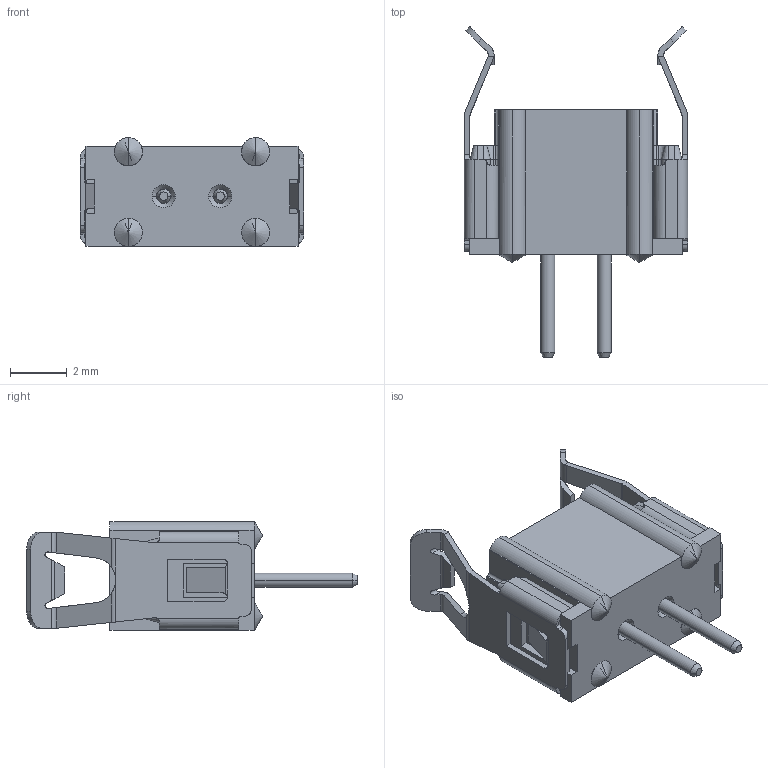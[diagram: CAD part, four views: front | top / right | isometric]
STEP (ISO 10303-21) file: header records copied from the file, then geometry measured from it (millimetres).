
FILE_DESCRIPTION((''),'2;1');
FILE_NAME('M80-8770222_ASM','2011-08-23T',('wbourne'),(''),'PRO/ENGINEER BY PARAMETRIC TECHNOLOGY CORPORATION, 2010280','PRO/ENGINEER BY PARAMETRIC TECHNOLOGY CORPORATION, 2010280','');
FILE_SCHEMA(('CONFIG_CONTROL_DESIGN','SHAPE_APPEARANCE_LAYERS_GROUPS'));
Length unit declared in the file: millimetre
Products named in the file (5): M80-1000298; M80-0200049; M80-8790222_ASM; M80-001XXXX; M80-8770222_ASM
Assembly tree (6 placements, depth 3):
  M80-8770222_ASM
    M80-8790222_ASM
      M80-1000298
      M80-0200049  x2
    M80-001XXXX  x2
Bounding box: 7.9 x 11.7 x 3.85 mm (x, y, z)
Volume: 99.8 mm3; surface area: 384.3 mm2
Topology: 5 solids, 5 shells, 377 faces, 986 edges, 610 vertices
Faces by surface type: plane 209, cylinder 120, cone 40, bspline 8
Entity records: 10193 total; most frequent: CARTESIAN_POINT 1808, ORIENTED_EDGE 1314, DIRECTION 1275, PRESENTATION_STYLE_ASSIGNMENT 665, STYLED_ITEM 660, CURVE_STYLE 657, EDGE_CURVE 657, VECTOR 449
